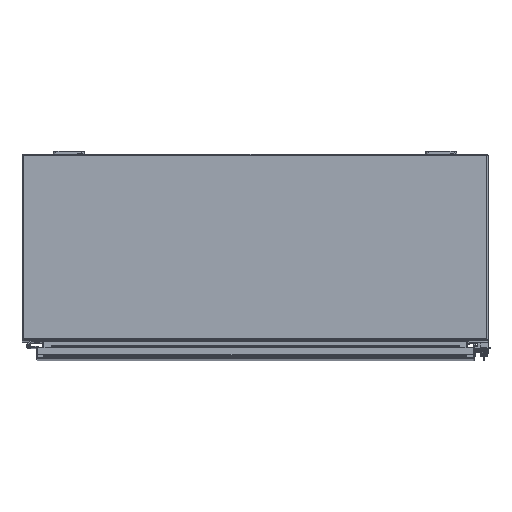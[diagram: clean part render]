
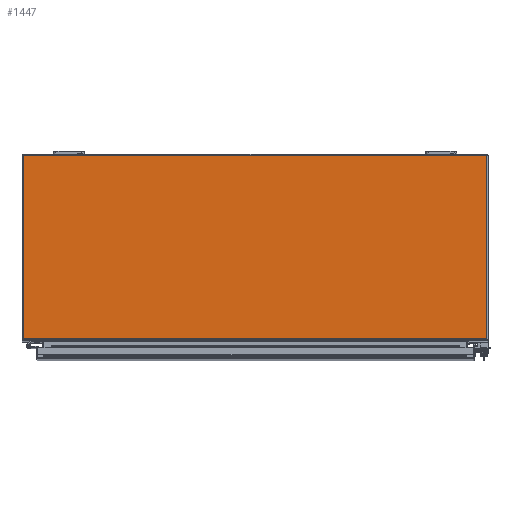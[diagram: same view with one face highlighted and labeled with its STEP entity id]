
A CAD part, top view. The second image highlights one B-rep face of the part: STEP entity #1447.
In plain terms, the highlighted planar face has unit normal (0, 0, 1).
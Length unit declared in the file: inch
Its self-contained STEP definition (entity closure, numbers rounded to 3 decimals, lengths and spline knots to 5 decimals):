
#376 = EDGE_CURVE ( 'NONE', #9950, #29700, #13798, .T. ) ;
#408 = DIRECTION ( 'NONE',  ( 1., 0., 0. ) ) ;
#1447 = ADVANCED_FACE ( 'NONE', ( #40880 ), #35230, .T. ) ;
#1891 = EDGE_CURVE ( 'NONE', #29473, #38030, #57502, .T. ) ;
#3095 = CARTESIAN_POINT ( 'NONE',  ( 14.928, -0.072, 36. ) ) ;
#6148 = EDGE_LOOP ( 'NONE', ( #52962, #34471, #8196, #19074 ) ) ;
#8196 = ORIENTED_EDGE ( 'NONE', *, *, #24839, .T. ) ;
#8713 = CARTESIAN_POINT ( 'NONE',  ( -14.928, -0.072, 36. ) ) ;
#9345 = CARTESIAN_POINT ( 'NONE',  ( -14.928, -11.892, 36. ) ) ;
#9918 = AXIS2_PLACEMENT_3D ( 'NONE', #58752, #44170, #21867 ) ;
#9950 = VERTEX_POINT ( 'NONE', #9345 ) ;
#10204 = CARTESIAN_POINT ( 'NONE',  ( 14.928, -11.892, 36. ) ) ;
#12125 = VECTOR ( 'NONE', #52363, 39.37008 ) ;
#13798 = LINE ( 'NONE', #55726, #49766 ) ;
#17038 = CARTESIAN_POINT ( 'NONE',  ( -14.928, -0.072, 36. ) ) ;
#17675 = CARTESIAN_POINT ( 'NONE',  ( 14.928, -0.072, 36. ) ) ;
#19074 = ORIENTED_EDGE ( 'NONE', *, *, #1891, .T. ) ;
#21867 = DIRECTION ( 'NONE',  ( 0., -1., 0. ) ) ;
#22107 = VECTOR ( 'NONE', #39669, 39.37008 ) ;
#24839 = EDGE_CURVE ( 'NONE', #29700, #29473, #25707, .T. ) ;
#25707 = LINE ( 'NONE', #3095, #22107 ) ;
#27296 = EDGE_CURVE ( 'NONE', #38030, #9950, #43711, .T. ) ;
#29473 = VERTEX_POINT ( 'NONE', #17675 ) ;
#29700 = VERTEX_POINT ( 'NONE', #10204 ) ;
#30997 = DIRECTION ( 'NONE',  ( -1., 0., 0. ) ) ;
#34471 = ORIENTED_EDGE ( 'NONE', *, *, #376, .T. ) ;
#35230 = PLANE ( 'NONE',  #9918 ) ;
#38030 = VERTEX_POINT ( 'NONE', #8713 ) ;
#39669 = DIRECTION ( 'NONE',  ( 0., 1., 0. ) ) ;
#40880 = FACE_OUTER_BOUND ( 'NONE', #6148, .T. ) ;
#42957 = VECTOR ( 'NONE', #30997, 39.37008 ) ;
#43418 = CARTESIAN_POINT ( 'NONE',  ( -14.928, -0.072, 36. ) ) ;
#43711 = LINE ( 'NONE', #43418, #12125 ) ;
#44170 = DIRECTION ( 'NONE',  ( 0., 0., 1. ) ) ;
#49766 = VECTOR ( 'NONE', #408, 39.37008 ) ;
#52363 = DIRECTION ( 'NONE',  ( 0., -1., 0. ) ) ;
#52962 = ORIENTED_EDGE ( 'NONE', *, *, #27296, .T. ) ;
#55726 = CARTESIAN_POINT ( 'NONE',  ( -14.928, -11.892, 36. ) ) ;
#57502 = LINE ( 'NONE', #17038, #42957 ) ;
#58752 = CARTESIAN_POINT ( 'NONE',  ( -14.928, -0.072, 36. ) ) ;
